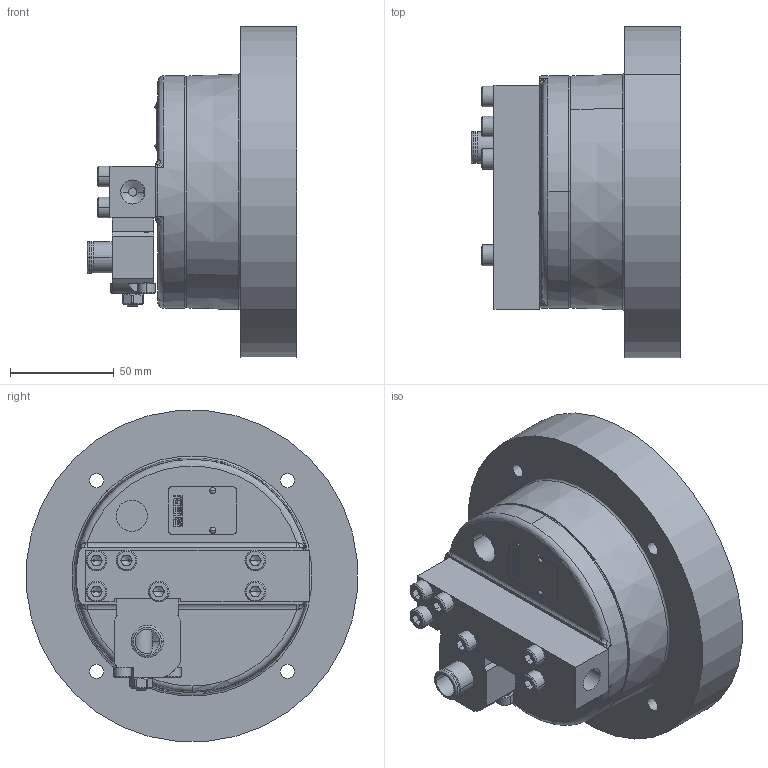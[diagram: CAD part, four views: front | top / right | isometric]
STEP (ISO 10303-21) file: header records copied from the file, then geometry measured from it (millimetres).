
FILE_DESCRIPTION (( 'STEP AP214' ), '1' );
FILE_NAME ('HRK02-_-700-DV-_-A.STEP', '2021-03-29T12:34:27', ( '' ), ( '' ), 'SwSTEP 2.0', 'SolidWorks 2020', '' );
FILE_SCHEMA (( 'AUTOMOTIVE_DESIGN' ));
Length unit declared in the file: millimetre
Products named in the file (1): HRK02-_-700-DV-_-A
Bounding box: 101 x 159.39 x 159.39 mm (x, y, z)
Volume: 668024.1 mm3; surface area: 106511.5 mm2
Topology: 1 solids, 15 shells, 1001 faces, 2470 edges, 1538 vertices
Faces by surface type: plane 557, cylinder 161, cone 126, torus 84, bspline 69, sphere 4
Entity records: 30643 total; most frequent: CARTESIAN_POINT 6636, DIRECTION 4913, ORIENTED_EDGE 4860, EDGE_CURVE 2430, AXIS2_PLACEMENT_3D 1723, VERTEX_POINT 1538, LINE 1467, VECTOR 1467
